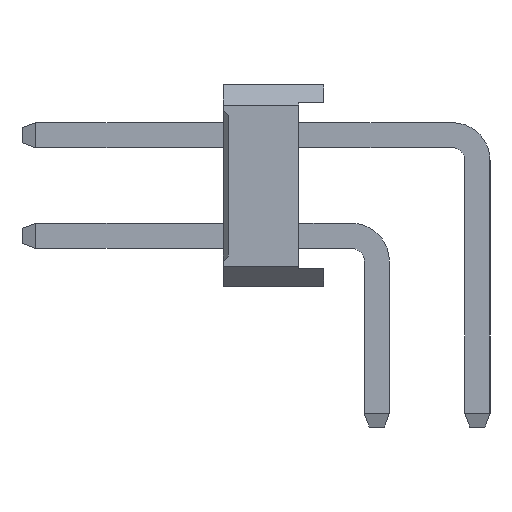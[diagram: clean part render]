
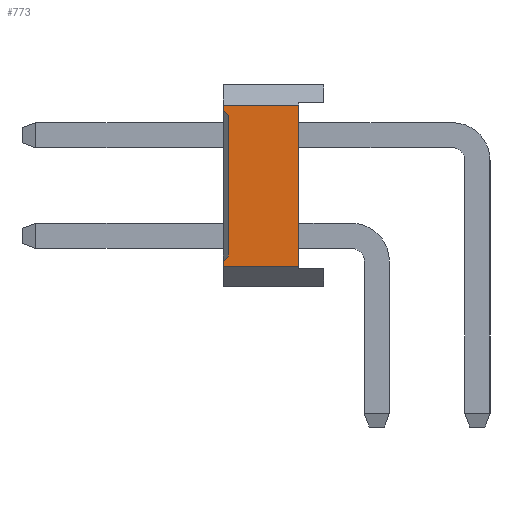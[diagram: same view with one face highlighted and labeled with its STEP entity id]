
A CAD part, left-side view. The second image highlights one B-rep face of the part: STEP entity #773.
In plain terms, the highlighted planar face has unit normal (-1, 0, 0).
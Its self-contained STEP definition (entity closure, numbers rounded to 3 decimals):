
#773=ADVANCED_FACE('',(#14393),#14395,.T.);
#14393=FACE_BOUND('',#14394,.T.);
#14394=EDGE_LOOP('',(#25433,#25434,#25435,#25436,#25437,#25438,#25439,#25440));
#14395=PLANE('',#14396);
#14396=AXIS2_PLACEMENT_3D('',#14397,#14398,#14399);
#14397=CARTESIAN_POINT('',(-1.,1.05,0.4));
#14398=DIRECTION('',(-1.,0.,0.));
#14399=DIRECTION('',(0.,0.,1.));
#25433=ORIENTED_EDGE('',*,*,#32741,.F.);
#25434=ORIENTED_EDGE('',*,*,#32742,.T.);
#25435=ORIENTED_EDGE('',*,*,#32743,.F.);
#25436=ORIENTED_EDGE('',*,*,#32082,.F.);
#25437=ORIENTED_EDGE('',*,*,#32739,.F.);
#25438=ORIENTED_EDGE('',*,*,#32744,.T.);
#25439=ORIENTED_EDGE('',*,*,#32745,.T.);
#25440=ORIENTED_EDGE('',*,*,#32086,.F.);
#32082=EDGE_CURVE('',#35895,#35897,#35898,.T.);
#32086=EDGE_CURVE('',#35903,#35905,#35906,.T.);
#32739=EDGE_CURVE('',#37130,#35895,#37132,.T.);
#32741=EDGE_CURVE('',#37134,#35903,#37135,.F.);
#32742=EDGE_CURVE('',#37134,#37136,#37137,.T.);
#32743=EDGE_CURVE('',#35897,#37136,#37138,.F.);
#32744=EDGE_CURVE('',#37130,#37139,#37140,.T.);
#32745=EDGE_CURVE('',#37139,#35905,#37141,.T.);
#35895=VERTEX_POINT('',#42138);
#35897=VERTEX_POINT('',#42142);
#35898=LINE('',#42143,#42144);
#35903=VERTEX_POINT('',#42154);
#35905=VERTEX_POINT('',#42158);
#35906=LINE('',#42159,#42160);
#37130=VERTEX_POINT('',#44687);
#37132=LINE('',#44691,#44692);
#37134=VERTEX_POINT('',#44697);
#37135=LINE('',#44698,#44699);
#37136=VERTEX_POINT('',#44701);
#37137=LINE('',#44702,#44703);
#37138=LINE('',#44705,#44706);
#37139=VERTEX_POINT('',#44708);
#37140=LINE('',#44709,#44710);
#37141=LINE('',#44712,#44713);
#42138=CARTESIAN_POINT('',(-1.,3.05,0.4));
#42142=CARTESIAN_POINT('',(-1.,3.05,0.5));
#42143=CARTESIAN_POINT('',(-1.,3.05,0.4));
#42144=VECTOR('',#42145,1.);
#42145=DIRECTION('',(0.,0.,1.));
#42154=CARTESIAN_POINT('',(-1.,3.05,3.5));
#42158=CARTESIAN_POINT('',(-1.,3.05,3.6));
#42159=CARTESIAN_POINT('',(-1.,3.05,3.5));
#42160=VECTOR('',#42161,1.);
#42161=DIRECTION('',(0.,0.,1.));
#44687=CARTESIAN_POINT('',(-1.,1.55,0.4));
#44691=CARTESIAN_POINT('',(-1.,1.55,0.4));
#44692=VECTOR('',#44693,1.);
#44693=DIRECTION('',(0.,1.,0.));
#44697=CARTESIAN_POINT('',(-1.,2.95,3.4));
#44698=CARTESIAN_POINT('',(-1.,3.05,3.5));
#44699=VECTOR('',#44700,1.);
#44700=DIRECTION('',(0.,-0.707,-0.707));
#44701=CARTESIAN_POINT('',(-1.,2.95,0.6));
#44702=CARTESIAN_POINT('',(-1.,2.95,3.4));
#44703=VECTOR('',#44704,1.);
#44704=DIRECTION('',(0.,0.,-1.));
#44705=CARTESIAN_POINT('',(-1.,2.95,0.6));
#44706=VECTOR('',#44707,1.);
#44707=DIRECTION('',(0.,0.707,-0.707));
#44708=CARTESIAN_POINT('',(-1.,1.55,3.6));
#44709=CARTESIAN_POINT('',(-1.,1.55,0.4));
#44710=VECTOR('',#44711,1.);
#44711=DIRECTION('',(0.,0.,1.));
#44712=CARTESIAN_POINT('',(-1.,1.55,3.6));
#44713=VECTOR('',#44714,1.);
#44714=DIRECTION('',(0.,1.,0.));
